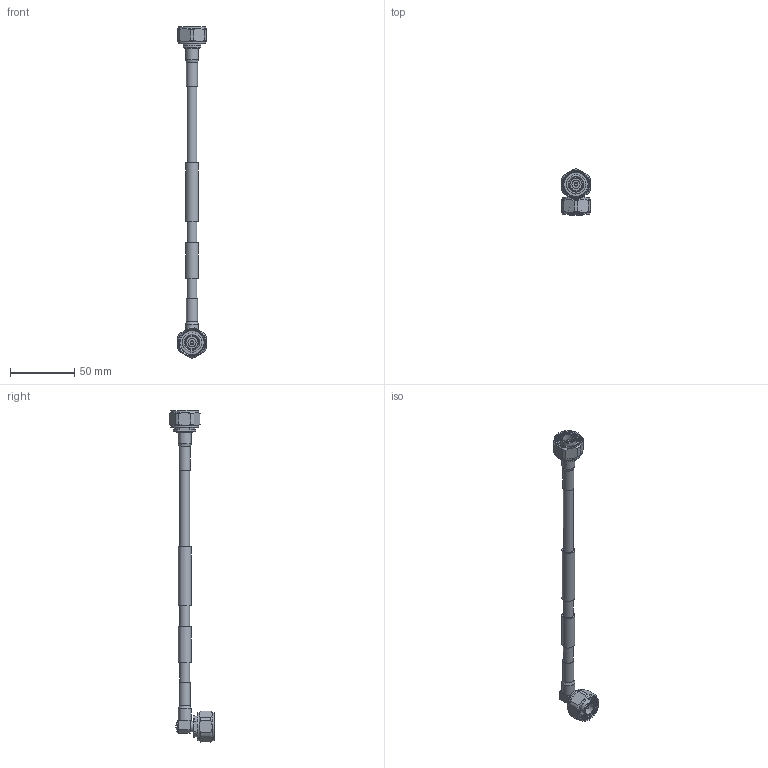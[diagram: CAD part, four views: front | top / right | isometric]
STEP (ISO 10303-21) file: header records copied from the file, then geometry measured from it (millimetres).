
FILE_DESCRIPTION (( 'STEP AP203' ), '1' );
FILE_NAME ('FMCA2231_3D.step', '2021-02-09T20:44:49', ( '' ), ( '' ), 'SwSTEP 2.0', 'SolidWorks 2018', '' );
FILE_SCHEMA (( 'CONFIG_CONTROL_DESIGN' ));
Length unit declared in the file: inch
Products named in the file (5): Heat Shrink^FMCA2231; FMCN1690^FMCA2231; FMCN1691^FMCA2231; FMCA2231_3D; FM-1/4SFHC^FMCA2231
Assembly tree (5 placements, depth 2):
  FMCA2231_3D
    FM-1/4SFHC^FMCA2231
    Heat Shrink^FMCA2231  x2
    FMCN1690^FMCA2231
    FMCN1691^FMCA2231
Bounding box: 22 x 35.46 x 258.85 mm (x, y, z)
Volume: 23402.1 mm3; surface area: 14818.7 mm2
Topology: 8 solids, 8 shells, 167 faces, 361 edges, 232 vertices
Faces by surface type: plane 72, cylinder 59, cone 15, bspline 13, torus 6, sphere 2
Full cylindrical faces by diameter (mm): 1.016 x2, 2.896 x2, 6.263 x2, 6.604 x2, 7 x1, 7.696 x3, 8 x1, 8.158 x2, 8.286 x1, 8.698 x2, 8.78 x2, 8.985 x1, 9.398 x2, 9.906 x2, 10.055 x2, 11.9 x2, 11.992 x1, 16.115 x2, 17.131 x2, 21.016 x2, 21.711 x4
Entity records: 8912 total; most frequent: CARTESIAN_POINT 5223, DIRECTION 656, ORIENTED_EDGE 548, AXIS2_PLACEMENT_3D 288, EDGE_CURVE 274, EDGE_LOOP 249, VERTEX_POINT 209, FACE_OUTER_BOUND 203
